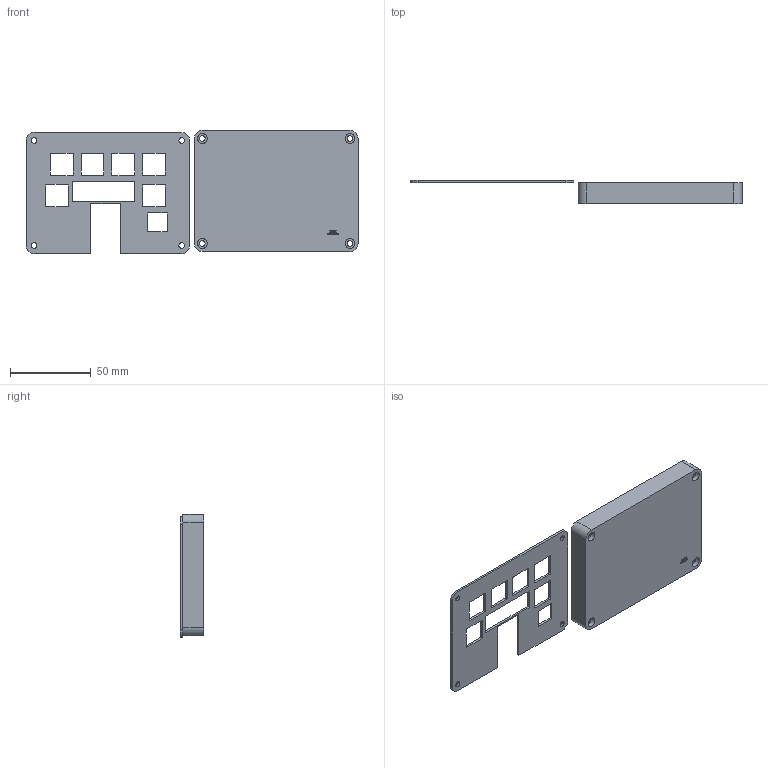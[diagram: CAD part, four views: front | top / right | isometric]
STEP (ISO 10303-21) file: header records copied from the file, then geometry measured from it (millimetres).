
FILE_DESCRIPTION(/* description */ (''),/* implementation_level */ '2;1');
FILE_NAME(/* name */ 'Full case.step',/* time_stamp */ '2025-12-04T19:17:35+04:00',/* author */ (''),/* organization */ (''),/* preprocessor_version */ 'ST-DEVELOPER v20.1',/* originating_system */ 'Autodesk Translation Framework v14.21.0.0',/* authorisation */ '');
FILE_SCHEMA (('AUTOMOTIVE_DESIGN { 1 0 10303 214 3 1 1 }'));
Length unit declared in the file: millimetre
Products named in the file (4): 2025-12-04-15-02-28-410; 2025-11-30-16-31-55-499; 2025-11-30-16-32-16-561; 2025-11-30-22-28-13-666
Assembly tree (3 placements, depth 3):
  2025-12-04-15-02-28-410
    2025-11-30-16-31-55-499
      2025-11-30-16-32-16-561
    2025-11-30-22-28-13-666
Bounding box: 205.83 x 14.46 x 76.38 mm (x, y, z)
Volume: 62293.2 mm3; surface area: 43538.6 mm2
Topology: 3 solids, 3 shells, 321 faces, 882 edges, 588 vertices
Faces by surface type: plane 177, bspline 100, cylinder 44
Full cylindrical faces by diameter (mm): 3.4 x8, 6 x4
Entity records: 11241 total; most frequent: CARTESIAN_POINT 3498, ORIENTED_EDGE 1764, DIRECTION 1226, EDGE_CURVE 882, LINE 594, VECTOR 594, VERTEX_POINT 588, EDGE_LOOP 374
